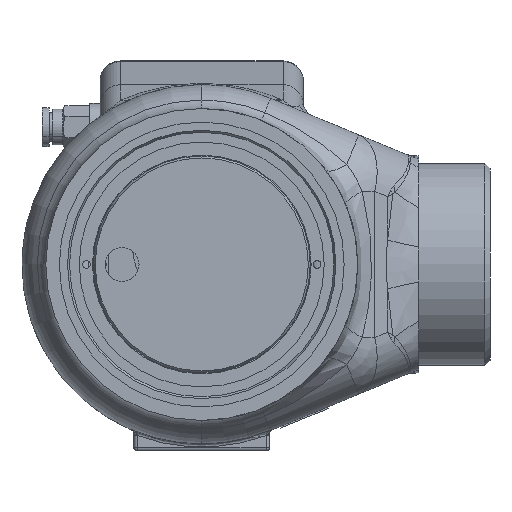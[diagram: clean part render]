
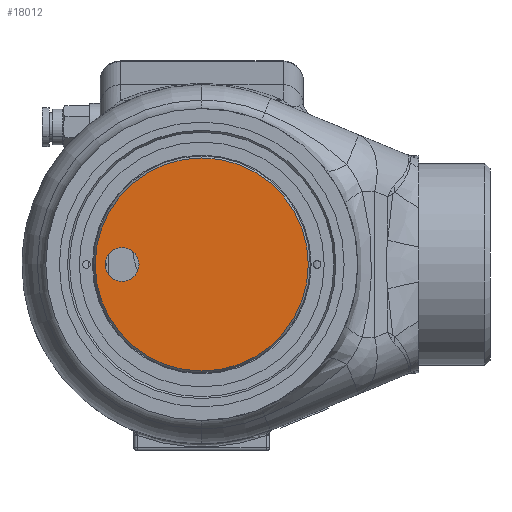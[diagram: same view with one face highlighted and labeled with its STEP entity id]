
A CAD part, front view. The second image highlights one B-rep face of the part: STEP entity #18012.
In plain terms, the highlighted planar face has unit normal (0, -1, 0).
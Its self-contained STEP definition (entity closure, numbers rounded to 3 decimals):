
#754 = CARTESIAN_POINT ( 'NONE',  ( -23.5, 24., -5. ) ) ;
#832 = CARTESIAN_POINT ( 'NONE',  ( 0., 24., 31.423 ) ) ;
#2166 = ORIENTED_EDGE ( 'NONE', *, *, #16956, .F. ) ;
#2203 = EDGE_LOOP ( 'NONE', ( #3635, #3613 ) ) ;
#2223 = EDGE_LOOP ( 'NONE', ( #2166, #3027 ) ) ;
#3027 = ORIENTED_EDGE ( 'NONE', *, *, #16761, .F. ) ;
#3613 = ORIENTED_EDGE ( 'NONE', *, *, #16656, .F. ) ;
#3635 = ORIENTED_EDGE ( 'NONE', *, *, #16663, .F. ) ;
#12897 = DIRECTION ( 'NONE',  ( 0., -1., 0. ) ) ;
#12898 = DIRECTION ( 'NONE',  ( 0., 0., -1. ) ) ;
#12950 = CARTESIAN_POINT ( 'NONE',  ( -23.5, 24., 0. ) ) ;
#16656 = EDGE_CURVE ( 'NONE', #29521, #42318, #27393, .T. ) ;
#16663 = EDGE_CURVE ( 'NONE', #42318, #29521, #27315, .T. ) ;
#16761 = EDGE_CURVE ( 'NONE', #29611, #42703, #27442, .T. ) ;
#16956 = EDGE_CURVE ( 'NONE', #42703, #29611, #22827, .T. ) ;
#18012 = ADVANCED_FACE ( 'NONE', ( #38249, #41294 ), #24560, .T. ) ;
#19808 = AXIS2_PLACEMENT_3D ( 'NONE', #24100, #24558, #24559 ) ;
#22827 = CIRCLE ( 'NONE', #38141, 5. ) ;
#24100 = CARTESIAN_POINT ( 'NONE',  ( 0., 24., 0. ) ) ;
#24558 = DIRECTION ( 'NONE',  ( 0., -1., 0. ) ) ;
#24559 = DIRECTION ( 'NONE',  ( 0., 0., -1. ) ) ;
#24560 = PLANE ( 'NONE',  #19808 ) ;
#27315 = CIRCLE ( 'NONE', #38129, 31.423 ) ;
#27393 = CIRCLE ( 'NONE', #38223, 31.423 ) ;
#27442 = CIRCLE ( 'NONE', #38195, 5. ) ;
#28555 = CARTESIAN_POINT ( 'NONE',  ( 0., 24., -31.423 ) ) ;
#28724 = CARTESIAN_POINT ( 'NONE',  ( -23.5, 24., 5. ) ) ;
#29521 = VERTEX_POINT ( 'NONE', #28555 ) ;
#29611 = VERTEX_POINT ( 'NONE', #28724 ) ;
#32217 = CARTESIAN_POINT ( 'NONE',  ( 0., 24., 0. ) ) ;
#32303 = DIRECTION ( 'NONE',  ( 0., 0., 1. ) ) ;
#32304 = DIRECTION ( 'NONE',  ( 0., 1., 0. ) ) ;
#32305 = CARTESIAN_POINT ( 'NONE',  ( 0., 24., 0. ) ) ;
#32398 = DIRECTION ( 'NONE',  ( 0., -1., 0. ) ) ;
#32399 = DIRECTION ( 'NONE',  ( 0., 0., -1. ) ) ;
#32512 = CARTESIAN_POINT ( 'NONE',  ( -23.5, 24., 0. ) ) ;
#32525 = DIRECTION ( 'NONE',  ( 0., 1., 0. ) ) ;
#32526 = DIRECTION ( 'NONE',  ( 0., 0., 1. ) ) ;
#38129 = AXIS2_PLACEMENT_3D ( 'NONE', #32217, #32525, #32526 ) ;
#38141 = AXIS2_PLACEMENT_3D ( 'NONE', #12950, #12897, #12898 ) ;
#38195 = AXIS2_PLACEMENT_3D ( 'NONE', #32512, #32398, #32399 ) ;
#38223 = AXIS2_PLACEMENT_3D ( 'NONE', #32305, #32304, #32303 ) ;
#38249 = FACE_BOUND ( 'NONE', #2223, .T. ) ;
#41294 = FACE_OUTER_BOUND ( 'NONE', #2203, .T. ) ;
#42318 = VERTEX_POINT ( 'NONE', #832 ) ;
#42703 = VERTEX_POINT ( 'NONE', #754 ) ;
